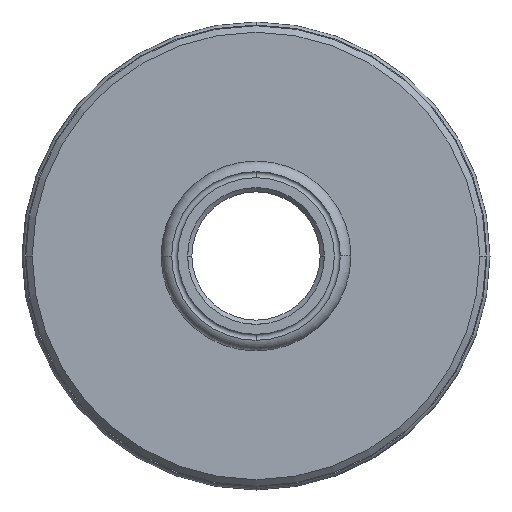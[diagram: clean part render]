
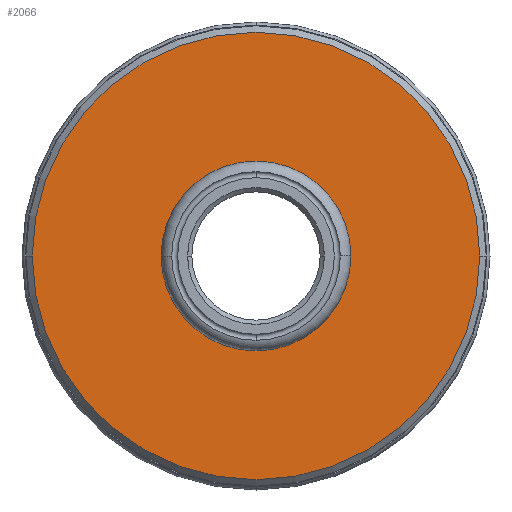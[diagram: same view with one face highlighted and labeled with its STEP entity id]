
A CAD part, left-side view. The second image highlights one B-rep face of the part: STEP entity #2066.
In plain terms, the highlighted planar face has unit normal (-1, 0, 0).
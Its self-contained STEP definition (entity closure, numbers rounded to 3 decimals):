
#1004=CARTESIAN_POINT('',(-18.925,0.,
0.));
#1005=DIRECTION('',(-1.,0.,0.));
#1006=DIRECTION('',(0.,-1.,0.));
#1007=AXIS2_PLACEMENT_3D('',#1004,#1005,#1006);
#1009=CARTESIAN_POINT('',(-18.925,0.,
0.));
#1010=DIRECTION('',(-1.,0.,0.));
#1011=DIRECTION('',(0.,1.,0.));
#1012=AXIS2_PLACEMENT_3D('',#1009,#1010,#1011);
#1014=CARTESIAN_POINT('',(-18.925,0.,0.));
#1015=DIRECTION('',(1.,0.,0.));
#1016=DIRECTION('',(0.,1.,0.));
#1017=AXIS2_PLACEMENT_3D('',#1014,#1015,#1016);
#1019=CARTESIAN_POINT('',(-18.925,0.,0.));
#1020=DIRECTION('',(1.,0.,0.));
#1021=DIRECTION('',(0.,-1.,0.));
#1022=AXIS2_PLACEMENT_3D('',#1019,#1020,#1021);
#1106=CARTESIAN_POINT('',(-18.925,-26.188,0.));
#1107=CARTESIAN_POINT('',(-18.925,26.188,0.));
#1108=VERTEX_POINT('',#1106);
#1109=VERTEX_POINT('',#1107);
#1194=CARTESIAN_POINT('',(-18.925,11.11,0.));
#1195=CARTESIAN_POINT('',(-18.925,-11.11,0.));
#1196=VERTEX_POINT('',#1194);
#1197=VERTEX_POINT('',#1195);
#2050=CARTESIAN_POINT('',(-18.925,0.,0.));
#2051=DIRECTION('',(-1.,0.,0.));
#2052=DIRECTION('',(0.,1.,0.));
#2053=AXIS2_PLACEMENT_3D('',#2050,#2051,#2052);
#2054=PLANE('',#2053);
#2056=ORIENTED_EDGE('',*,*,#2055,.F.);
#2057=ORIENTED_EDGE('',*,*,#2040,.F.);
#2058=EDGE_LOOP('',(#2056,#2057));
#2059=FACE_OUTER_BOUND('',#2058,.F.);
#2061=ORIENTED_EDGE('',*,*,#2060,.F.);
#2063=ORIENTED_EDGE('',*,*,#2062,.F.);
#2064=EDGE_LOOP('',(#2061,#2063));
#2065=FACE_BOUND('',#2064,.F.);
#1008=CIRCLE('',#1007,26.188);
#1013=CIRCLE('',#1012,26.188);
#1018=CIRCLE('',#1017,11.11);
#1023=CIRCLE('',#1022,11.11);
#2040=EDGE_CURVE('',#1109,#1108,#1013,.T.);
#2055=EDGE_CURVE('',#1108,#1109,#1008,.T.);
#2060=EDGE_CURVE('',#1196,#1197,#1018,.T.);
#2062=EDGE_CURVE('',#1197,#1196,#1023,.T.);
#2066=ADVANCED_FACE('',(#2059,#2065),#2054,.T.);
